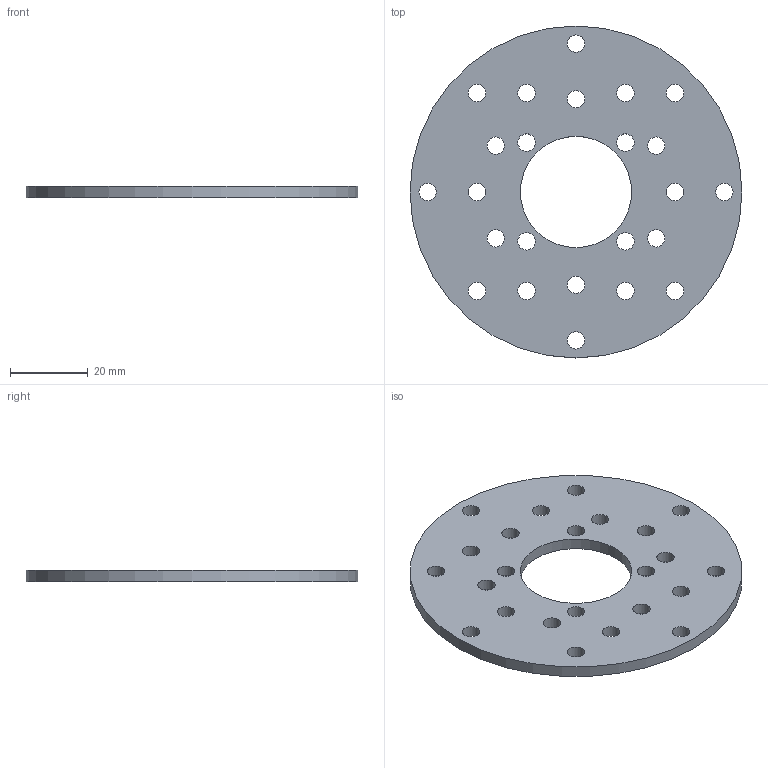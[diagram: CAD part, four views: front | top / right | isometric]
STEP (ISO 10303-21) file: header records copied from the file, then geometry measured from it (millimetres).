
FILE_DESCRIPTION (( 'STEP AP203' ), '1' );
FILE_NAME ('V5 Flywheel Weight (276-8794).STEP', '2022-07-19T18:22:02', ( '' ), ( '' ), 'SwSTEP 2.0', 'SolidWorks 2021', '' );
FILE_SCHEMA (( 'CONFIG_CONTROL_DESIGN' ));
Length unit declared in the file: inch
Products named in the file (1): V5 Flywheel Weight (276-8794)
Bounding box: 85.22 x 85.22 x 3.02 mm (x, y, z)
Volume: 14175.3 mm3; surface area: 11473.1 mm2
Topology: 1 solids, 1 shells, 28 faces, 78 edges, 52 vertices
Faces by surface type: cylinder 26, plane 2
Full cylindrical faces by diameter (mm): 4.445 x24, 28.575 x1, 85.217 x1
Entity records: 983 total; most frequent: DIRECTION 162, CARTESIAN_POINT 133, EDGE_LOOP 104, ORIENTED_EDGE 104, AXIS2_PLACEMENT_3D 81, FACE_OUTER_BOUND 54, VERTEX_POINT 52, CIRCLE 52
